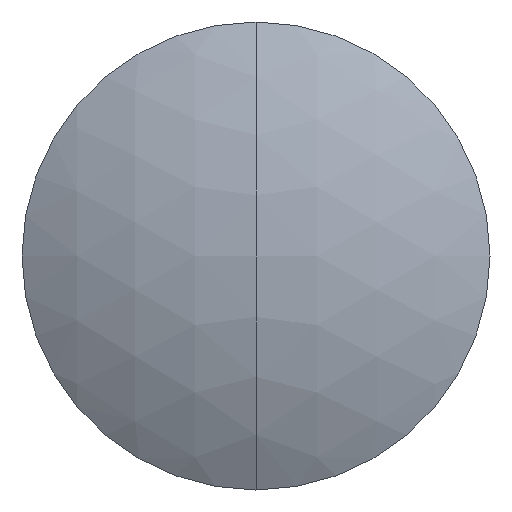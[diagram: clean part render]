
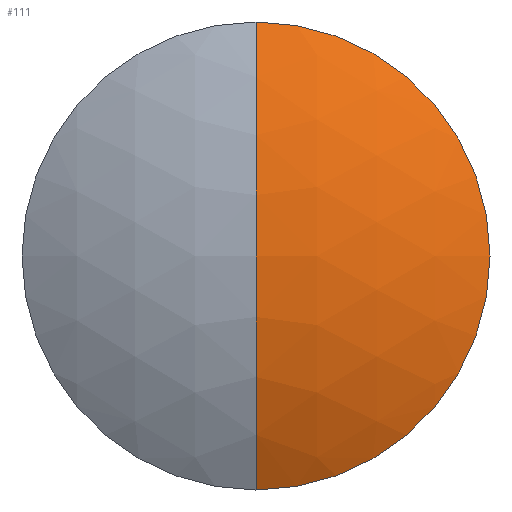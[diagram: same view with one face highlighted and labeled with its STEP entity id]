
A CAD part, left-side view. The second image highlights one B-rep face of the part: STEP entity #111.
In plain terms, the highlighted spherical face has radius 26.12 mm.
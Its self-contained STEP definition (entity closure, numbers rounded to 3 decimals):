
#10 = ORIENTED_EDGE ( 'NONE', *, *, #284, .T. ) ;
#20 = CARTESIAN_POINT ( 'NONE',  ( 279.054, 0., 12.7 ) ) ;
#44 = CARTESIAN_POINT ( 'NONE',  ( 279.054, 0., -12.7 ) ) ;
#48 = EDGE_LOOP ( 'NONE', ( #10, #158, #339 ) ) ;
#56 = DIRECTION ( 'NONE',  ( 0., 0., -1. ) ) ;
#58 = FACE_OUTER_BOUND ( 'NONE', #48, .T. ) ;
#59 = EDGE_CURVE ( 'NONE', #224, #142, #273, .T. ) ;
#94 = DIRECTION ( 'NONE',  ( 0., 1., 0. ) ) ;
#95 = VERTEX_POINT ( 'NONE', #44 ) ;
#99 = AXIS2_PLACEMENT_3D ( 'NONE', #237, #104, #120 ) ;
#104 = DIRECTION ( 'NONE',  ( 0., -1., 0. ) ) ;
#111 = ADVANCED_FACE ( 'NONE', ( #58 ), #152, .T. ) ;
#120 = DIRECTION ( 'NONE',  ( 0., 0., -1. ) ) ;
#142 = VERTEX_POINT ( 'NONE', #215 ) ;
#152 = SPHERICAL_SURFACE ( 'NONE', #99, 26.12 ) ;
#158 = ORIENTED_EDGE ( 'NONE', *, *, #59, .T. ) ;
#162 = AXIS2_PLACEMENT_3D ( 'NONE', #246, #322, #184 ) ;
#178 = CARTESIAN_POINT ( 'NONE',  ( 301.879, 0., 0. ) ) ;
#184 = DIRECTION ( 'NONE',  ( 0., 0., 1. ) ) ;
#215 = CARTESIAN_POINT ( 'NONE',  ( 275.759, 0., 0. ) ) ;
#218 = EDGE_CURVE ( 'NONE', #95, #142, #287, .T. ) ;
#224 = VERTEX_POINT ( 'NONE', #20 ) ;
#237 = CARTESIAN_POINT ( 'NONE',  ( 301.879, 0., 0. ) ) ;
#246 = CARTESIAN_POINT ( 'NONE',  ( 279.054, 0., 0. ) ) ;
#260 = CIRCLE ( 'NONE', #162, 12.7 ) ;
#273 = CIRCLE ( 'NONE', #310, 26.12 ) ;
#284 = EDGE_CURVE ( 'NONE', #95, #224, #260, .T. ) ;
#286 = AXIS2_PLACEMENT_3D ( 'NONE', #178, #94, #296 ) ;
#287 = CIRCLE ( 'NONE', #286, 26.12 ) ;
#296 = DIRECTION ( 'NONE',  ( 0., 0., 1. ) ) ;
#310 = AXIS2_PLACEMENT_3D ( 'NONE', #342, #319, #56 ) ;
#319 = DIRECTION ( 'NONE',  ( 0., -1., 0. ) ) ;
#322 = DIRECTION ( 'NONE',  ( -1., 0., 0. ) ) ;
#339 = ORIENTED_EDGE ( 'NONE', *, *, #218, .F. ) ;
#342 = CARTESIAN_POINT ( 'NONE',  ( 301.879, 0., 0. ) ) ;
